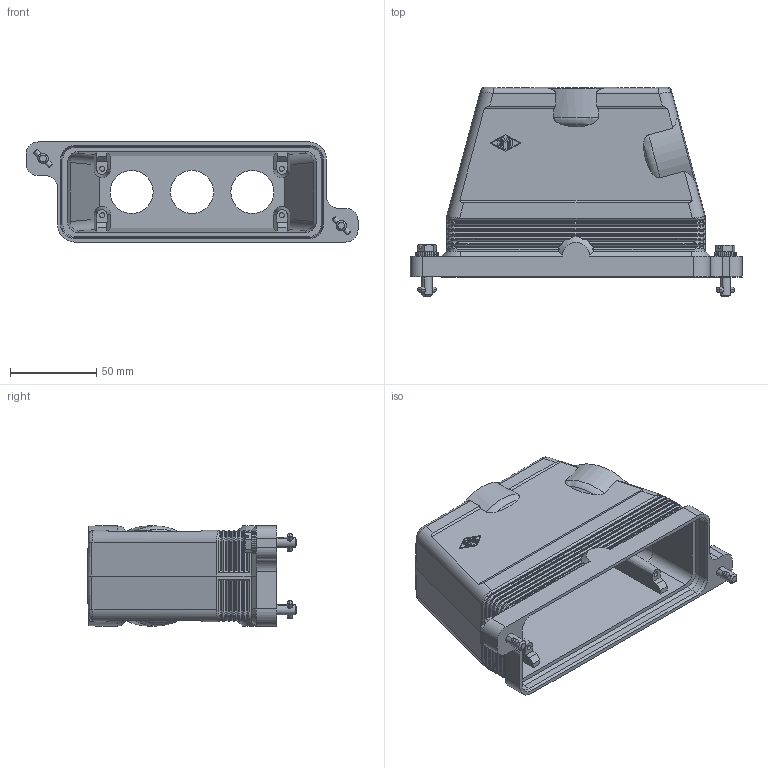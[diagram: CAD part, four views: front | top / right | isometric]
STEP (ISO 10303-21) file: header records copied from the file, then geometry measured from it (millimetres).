
FILE_DESCRIPTION(('Creo Elements/Direct Modeling STEP Export'),'2;1');
FILE_NAME('223mij85tv7l99i1492','2023-11-30T15:21:10',(''),(''),'Creo Elements/Direct Modeling STEP processor for AP214 (Solid Model)','Creo Elements/Direct Modeling 20.5B 27-May-2023 (C) Parametric Technology GmbH','');
FILE_SCHEMA(('AUTOMOTIVE_DESIGN { 1 0 10303 214 1 1 1 1 }'));
Products named in the file (2): MGV 24.325 B
Assembly tree (1 placements, depth 2):
  MGV 24.325 B
    MGV 24.325 B
Bounding box: 192.5 x 121.45 x 58 mm (x, y, z)
Volume: 99 mm3; surface area: 100438.8 mm2
Topology: 4 solids, 7 shells, 621 faces, 1520 edges, 918 vertices
Faces by surface type: plane 260, cylinder 139, cone 74, extrusion 74, bspline 62, sphere 8, torus 4
Entity records: 45202 total; most frequent: CARTESIAN_POINT 27237, ORIENTED_EDGE 3056, DIRECTION 2247, EDGE_CURVE 1520, VERTEX_POINT 918, VECTOR 875, LINE 809, AXIS2_PLACEMENT_3D 686
